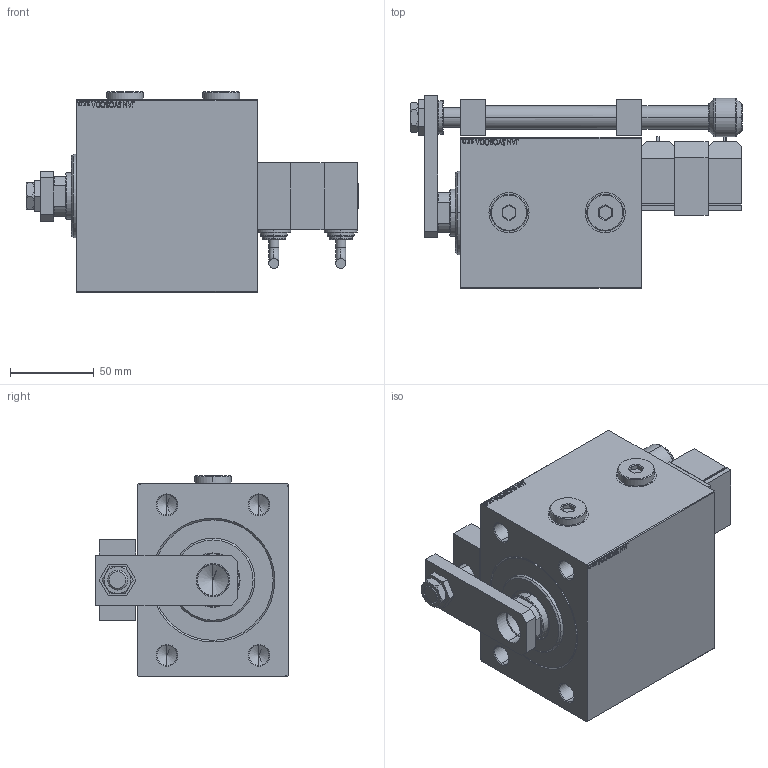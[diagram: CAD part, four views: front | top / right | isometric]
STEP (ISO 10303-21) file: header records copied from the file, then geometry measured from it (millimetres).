
FILE_DESCRIPTION (( 'STEP AP203' ), '1' );
FILE_NAME ('043c.STEP', '2024-02-11T23:29:01', ( '' ), ( '' ), 'SwSTEP 2.0', 'SolidWorks 2019', '' );
FILE_SCHEMA (( 'CONFIG_CONTROL_DESIGN' ));
Length unit declared in the file: millimetre
Products named in the file (14): ZARAZKA_P b555ebf611336abaca53fc989ba533ce; TYC_P b555ebf611336abaca53fc989ba533ce; SWITCH DIM W_B b555ebf611336abaca53fc989ba533ce; V450CM_VC_B b555ebf611336abaca53fc989ba533ce; MIDDLE b555ebf611336abaca53fc989ba533ce; V450CM_B_Body b555ebf611336abaca53fc989ba533ce; SWITCH_P_FRONT_BACK b555ebf611336abaca53fc989ba533ce; V450CM_B_VCP b555ebf611336abaca53fc989ba533ce; NUT_D16 b555ebf611336abaca53fc989ba533ce; KROUZEK_PRO_TYC b555ebf611336abaca53fc989ba533ce; 043c; SWITCH P b555ebf611336abaca53fc989ba533ce; NUT_D19_P b555ebf611336abaca53fc989ba533ce; Zatka_OIL_PORT b555ebf611336abaca53fc989ba533ce
Assembly tree (16 placements, depth 2):
  043c
    V450CM_B_Body b555ebf611336abaca53fc989ba533ce
    V450CM_B_VCP b555ebf611336abaca53fc989ba533ce
    V450CM_VC_B b555ebf611336abaca53fc989ba533ce
    NUT_D16 b555ebf611336abaca53fc989ba533ce
    NUT_D19_P b555ebf611336abaca53fc989ba533ce
    SWITCH DIM W_B b555ebf611336abaca53fc989ba533ce
    ZARAZKA_P b555ebf611336abaca53fc989ba533ce
    TYC_P b555ebf611336abaca53fc989ba533ce
    SWITCH_P_FRONT_BACK b555ebf611336abaca53fc989ba533ce  x2
    SWITCH P b555ebf611336abaca53fc989ba533ce  x2
    MIDDLE b555ebf611336abaca53fc989ba533ce
    KROUZEK_PRO_TYC b555ebf611336abaca53fc989ba533ce
    Zatka_OIL_PORT b555ebf611336abaca53fc989ba533ce  x2
Bounding box: 198.5 x 115 x 119.9 mm (x, y, z)
Volume: 1194285 mm3; surface area: 179006.5 mm2
Topology: 16 solids, 16 shells, 1163 faces, 2886 edges, 1872 vertices
Faces by surface type: plane 548, bspline 380, cylinder 130, cone 73, torus 32
Entity records: 51387 total; most frequent: CARTESIAN_POINT 26479, ORIENTED_EDGE 5360, DIRECTION 3633, EDGE_CURVE 2680, VERTEX_POINT 1752, LINE 1557, VECTOR 1557, EDGE_LOOP 1234
